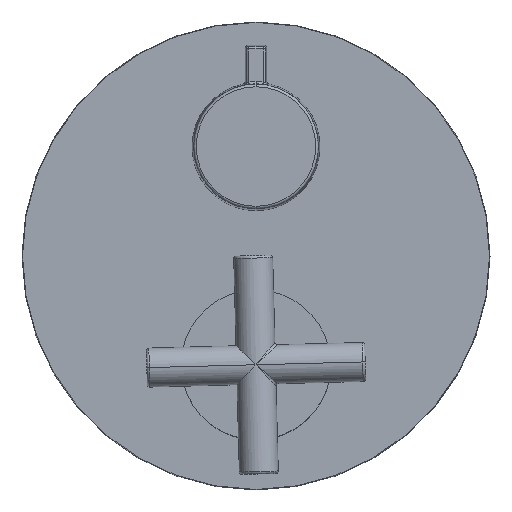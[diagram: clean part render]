
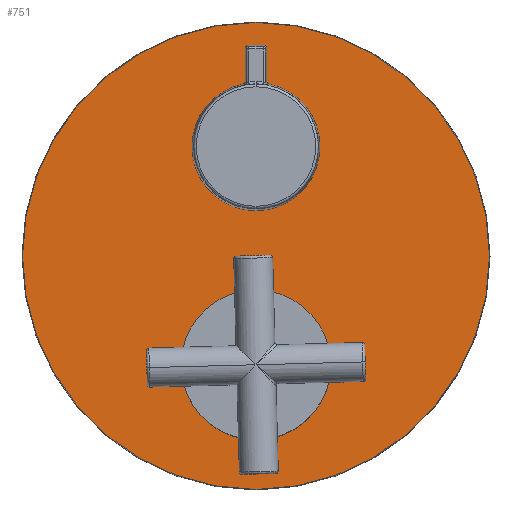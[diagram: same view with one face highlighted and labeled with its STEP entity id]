
A CAD part, top view. The second image highlights one B-rep face of the part: STEP entity #751.
In plain terms, the highlighted planar face has unit normal (0, 0, 1).
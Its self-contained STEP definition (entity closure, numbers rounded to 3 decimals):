
#236 = DIRECTION ( 'NONE',  ( 0., 0., 1. ) ) ;
#252 = CARTESIAN_POINT ( 'NONE',  ( -74.839, 0., 9.2 ) ) ;
#616 = DIRECTION ( 'NONE',  ( 1., 0., 0. ) ) ;
#647 = AXIS2_PLACEMENT_3D ( 'NONE', #2282, #1971, #1150 ) ;
#751 = ADVANCED_FACE ( 'NONE', ( #1466 ), #2037, .T. ) ;
#917 = ORIENTED_EDGE ( 'NONE', *, *, #2049, .T. ) ;
#1150 = DIRECTION ( 'NONE',  ( 1., 0., 0. ) ) ;
#1398 = VERTEX_POINT ( 'NONE', #252 ) ;
#1422 = CIRCLE ( 'NONE', #2605, 74.839 ) ;
#1454 = ORIENTED_EDGE ( 'NONE', *, *, #2532, .T. ) ;
#1466 = FACE_OUTER_BOUND ( 'NONE', #2205, .T. ) ;
#1739 = CARTESIAN_POINT ( 'NONE',  ( 0., 0., 9.2 ) ) ;
#1971 = DIRECTION ( 'NONE',  ( 0., 0., 1. ) ) ;
#2037 = PLANE ( 'NONE',  #2451 ) ;
#2049 = EDGE_CURVE ( 'NONE', #1398, #2162, #2552, .T. ) ;
#2162 = VERTEX_POINT ( 'NONE', #3240 ) ;
#2205 = EDGE_LOOP ( 'NONE', ( #1454, #917 ) ) ;
#2282 = CARTESIAN_POINT ( 'NONE',  ( 0., 0., 9.2 ) ) ;
#2451 = AXIS2_PLACEMENT_3D ( 'NONE', #1739, #2551, #616 ) ;
#2532 = EDGE_CURVE ( 'NONE', #2162, #1398, #1422, .T. ) ;
#2551 = DIRECTION ( 'NONE',  ( 0., 0., 1. ) ) ;
#2552 = CIRCLE ( 'NONE', #647, 74.839 ) ;
#2605 = AXIS2_PLACEMENT_3D ( 'NONE', #3359, #236, #2811 ) ;
#2811 = DIRECTION ( 'NONE',  ( 1., 0., 0. ) ) ;
#3240 = CARTESIAN_POINT ( 'NONE',  ( 74.839, 0., 9.2 ) ) ;
#3359 = CARTESIAN_POINT ( 'NONE',  ( 0., 0., 9.2 ) ) ;
